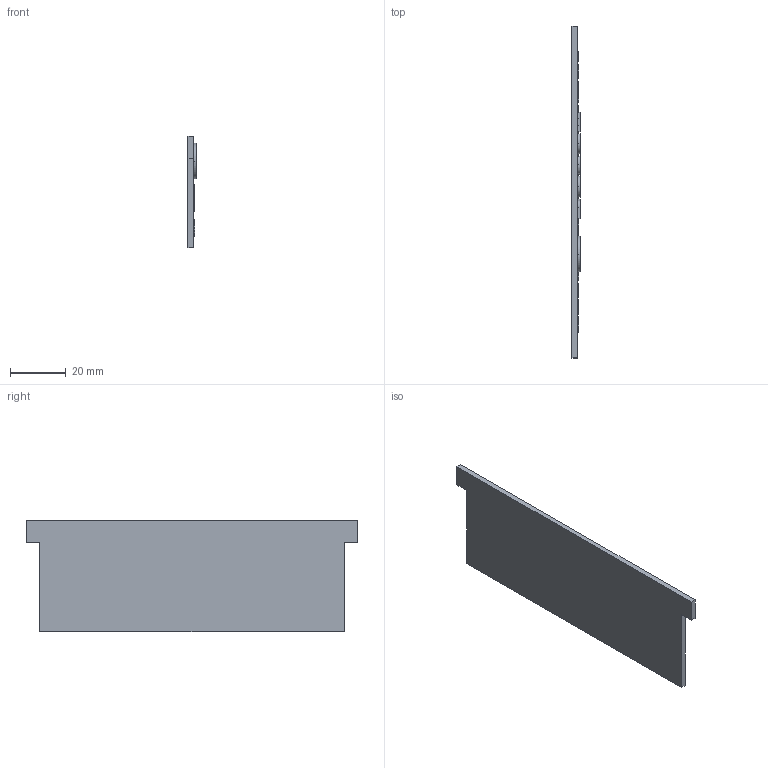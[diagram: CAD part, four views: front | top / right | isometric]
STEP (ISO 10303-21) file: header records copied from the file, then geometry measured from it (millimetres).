
FILE_DESCRIPTION(/* description */ (''),/* implementation_level */ '2;1');
FILE_NAME(/* name */ 'Bohr-Schlaghammer (GBH 18V-21).step',/* time_stamp */ '2023-01-02T12:14:20+01:00',/* author */ (''),/* organization */ (''),/* preprocessor_version */ 'ST-DEVELOPER v19.2',/* originating_system */ 'Autodesk Translation Framework v11.17.0.187',/* authorisation */ '');
FILE_SCHEMA (('AUTOMOTIVE_DESIGN { 1 0 10303 214 3 1 1 }'));
Length unit declared in the file: millimetre
Products named in the file (1): L-Boxx Label
Bounding box: 2.9 x 119 x 40 mm (x, y, z)
Volume: 8875.4 mm3; surface area: 10219.4 mm2
Topology: 1 solids, 1 shells, 599 faces, 1632 edges, 1088 vertices
Faces by surface type: bspline 326, plane 273
Entity records: 19242 total; most frequent: CARTESIAN_POINT 6460, ORIENTED_EDGE 3264, EDGE_CURVE 1632, DIRECTION 1527, VERTEX_POINT 1088, LINE 979, VECTOR 979, EDGE_LOOP 652
